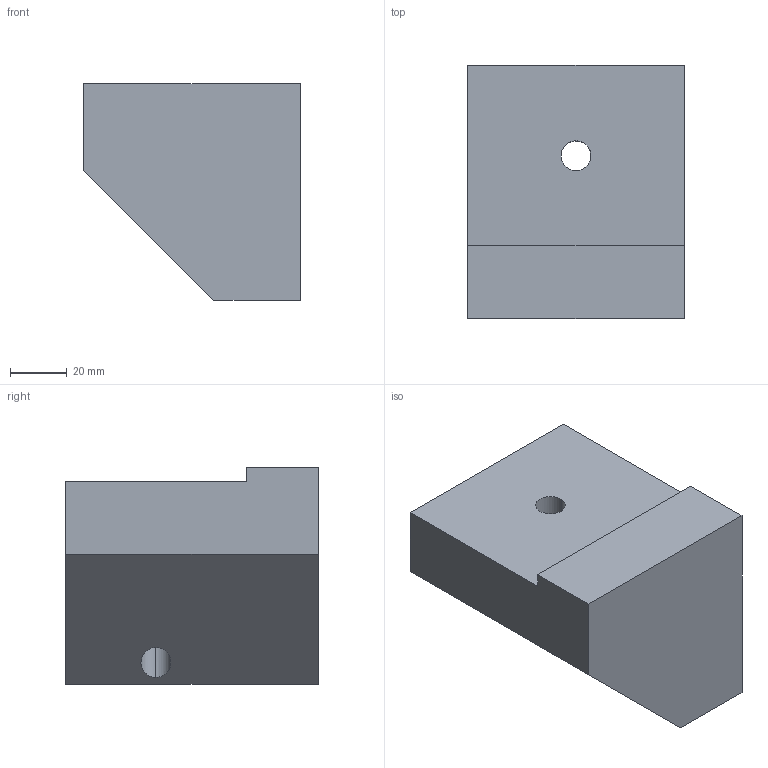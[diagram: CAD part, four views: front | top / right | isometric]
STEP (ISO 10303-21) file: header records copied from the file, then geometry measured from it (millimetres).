
FILE_DESCRIPTION (( 'STEP AP203' ), '1' );
FILE_NAME ('OtherClampBlock.STEP', '2012-06-27T21:50:06', ( '' ), ( '' ), 'SwSTEP 2.0', 'SolidWorks 2010', '' );
FILE_SCHEMA (( 'CONFIG_CONTROL_DESIGN' ));
Length unit declared in the file: millimetre
Products named in the file (1): OtherClampBlock
Bounding box: 76.2 x 88.9 x 76.2 mm (x, y, z)
Volume: 393260.2 mm3; surface area: 35477.4 mm2
Topology: 1 solids, 1 shells, 11 faces, 27 edges, 18 vertices
Faces by surface type: plane 9, cylinder 2
Entity records: 404 total; most frequent: CARTESIAN_POINT 63, ORIENTED_EDGE 54, DIRECTION 51, EDGE_CURVE 27, VECTOR 23, LINE 23, VERTEX_POINT 18, AXIS2_PLACEMENT_3D 14
